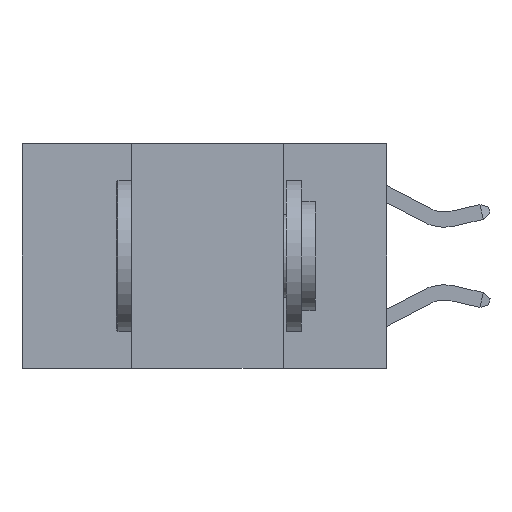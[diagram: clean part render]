
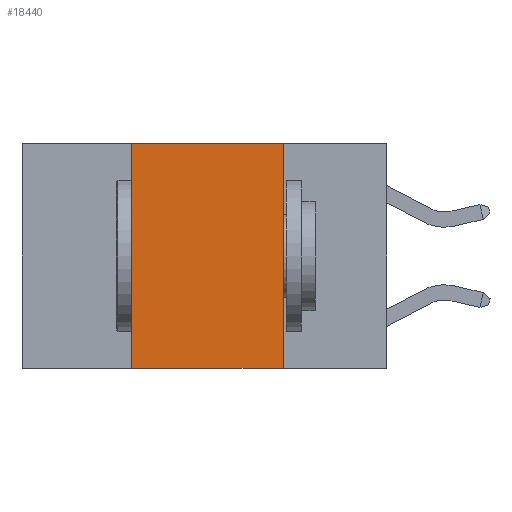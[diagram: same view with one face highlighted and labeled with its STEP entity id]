
A CAD part, left-side view. The second image highlights one B-rep face of the part: STEP entity #18440.
In plain terms, the highlighted planar face has unit normal (-1, 0, 0).
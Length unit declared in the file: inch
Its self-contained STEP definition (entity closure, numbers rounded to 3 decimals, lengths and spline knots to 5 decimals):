
#865 = LINE ( 'NONE', #6587, #21489 ) ;
#2354 = VERTEX_POINT ( 'NONE', #5254 ) ;
#2968 = ORIENTED_EDGE ( 'NONE', *, *, #10179, .F. ) ;
#3348 = CARTESIAN_POINT ( 'NONE',  ( 0., 0.42, -0.37 ) ) ;
#3579 = ORIENTED_EDGE ( 'NONE', *, *, #6329, .T. ) ;
#4023 = DIRECTION ( 'NONE',  ( 0., 0., -1. ) ) ;
#4024 = EDGE_CURVE ( 'NONE', #2354, #4485, #6896, .T. ) ;
#4485 = VERTEX_POINT ( 'NONE', #15251 ) ;
#5038 = VERTEX_POINT ( 'NONE', #3348 ) ;
#5200 = DIRECTION ( 'NONE',  ( 0., 0., -1. ) ) ;
#5254 = CARTESIAN_POINT ( 'NONE',  ( 0., 0.17, 0. ) ) ;
#6000 = CARTESIAN_POINT ( 'NONE',  ( 0., 0.17, 0. ) ) ;
#6329 = EDGE_CURVE ( 'NONE', #5038, #4485, #14530, .T. ) ;
#6587 = CARTESIAN_POINT ( 'NONE',  ( 0., 0.42, 0. ) ) ;
#6896 = LINE ( 'NONE', #6000, #16809 ) ;
#9014 = DIRECTION ( 'NONE',  ( 0., -1., 0. ) ) ;
#10179 = EDGE_CURVE ( 'NONE', #5038, #11120, #865, .T. ) ;
#10328 = CARTESIAN_POINT ( 'NONE',  ( 0., 0.6, -0.37 ) ) ;
#11120 = VERTEX_POINT ( 'NONE', #13565 ) ;
#11496 = ORIENTED_EDGE ( 'NONE', *, *, #4024, .F. ) ;
#13112 = PLANE ( 'NONE',  #21909 ) ;
#13565 = CARTESIAN_POINT ( 'NONE',  ( 0., 0.42, 0. ) ) ;
#13907 = VECTOR ( 'NONE', #22231, 39.37008 ) ;
#14530 = LINE ( 'NONE', #10328, #13907 ) ;
#15121 = CARTESIAN_POINT ( 'NONE',  ( 0., 0.6, 0. ) ) ;
#15251 = CARTESIAN_POINT ( 'NONE',  ( 0., 0.17, -0.37 ) ) ;
#15751 = EDGE_CURVE ( 'NONE', #11120, #2354, #19068, .T. ) ;
#16809 = VECTOR ( 'NONE', #4023, 39.37008 ) ;
#17110 = DIRECTION ( 'NONE',  ( 1., 0., 0. ) ) ;
#18440 = ADVANCED_FACE ( 'NONE', ( #21625 ), #13112, .F. ) ;
#18454 = DIRECTION ( 'NONE',  ( 0., 0., 1. ) ) ;
#18903 = CARTESIAN_POINT ( 'NONE',  ( 0., 0.6, 0. ) ) ;
#19068 = LINE ( 'NONE', #18903, #19690 ) ;
#19690 = VECTOR ( 'NONE', #9014, 39.37008 ) ;
#21489 = VECTOR ( 'NONE', #18454, 39.37008 ) ;
#21625 = FACE_OUTER_BOUND ( 'NONE', #24313, .T. ) ;
#21909 = AXIS2_PLACEMENT_3D ( 'NONE', #15121, #17110, #5200 ) ;
#22231 = DIRECTION ( 'NONE',  ( 0., -1., 0. ) ) ;
#24313 = EDGE_LOOP ( 'NONE', ( #11496, #25096, #2968, #3579 ) ) ;
#25096 = ORIENTED_EDGE ( 'NONE', *, *, #15751, .F. ) ;
